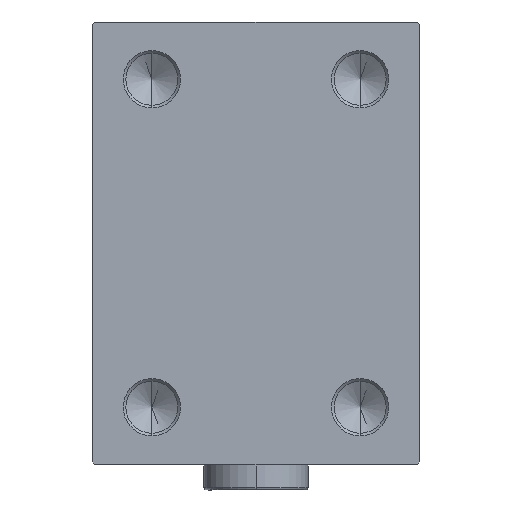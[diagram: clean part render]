
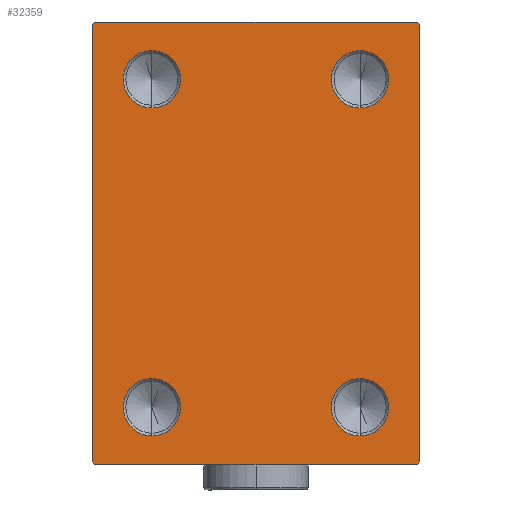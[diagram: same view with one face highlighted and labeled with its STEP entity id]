
A CAD part, left-side view. The second image highlights one B-rep face of the part: STEP entity #32359.
In plain terms, the highlighted face is planar.
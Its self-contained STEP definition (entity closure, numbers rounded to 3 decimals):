
#374 = EDGE_CURVE ( 'NONE', #39438, #44901, #26865, .T. ) ;
#690 = CARTESIAN_POINT ( 'NONE',  ( 188., 31.5, 42. ) ) ;
#1490 = VERTEX_POINT ( 'NONE', #5441 ) ;
#1814 = VERTEX_POINT ( 'NONE', #28133 ) ;
#2136 = CARTESIAN_POINT ( 'NONE',  ( 188., 20., -31.5 ) ) ;
#2592 = DIRECTION ( 'NONE',  ( 1., 0., 0. ) ) ;
#2644 = VERTEX_POINT ( 'NONE', #24589 ) ;
#2674 = CARTESIAN_POINT ( 'NONE',  ( 188., -20., 31.5 ) ) ;
#3042 = DIRECTION ( 'NONE',  ( 0., 0., -1. ) ) ;
#3282 = LINE ( 'NONE', #20995, #14112 ) ;
#3694 = DIRECTION ( 'NONE',  ( 1., 0., 0. ) ) ;
#4546 = AXIS2_PLACEMENT_3D ( 'NONE', #19941, #13620, #24344 ) ;
#5386 = EDGE_LOOP ( 'NONE', ( #45689, #32160 ) ) ;
#5441 = CARTESIAN_POINT ( 'NONE',  ( 188., 20., -26. ) ) ;
#5609 = VECTOR ( 'NONE', #36967, 1000. ) ;
#5748 = CARTESIAN_POINT ( 'NONE',  ( 188., -20., -26. ) ) ;
#6039 = DIRECTION ( 'NONE',  ( 1., 0., 0. ) ) ;
#6202 = EDGE_LOOP ( 'NONE', ( #15715, #8975 ) ) ;
#6884 = DIRECTION ( 'NONE',  ( 0., 0.707, 0.707 ) ) ;
#7232 = VECTOR ( 'NONE', #31949, 1000. ) ;
#7608 = VERTEX_POINT ( 'NONE', #28243 ) ;
#7759 = CIRCLE ( 'NONE', #31595, 5.5 ) ;
#8014 = EDGE_LOOP ( 'NONE', ( #36029, #29917, #26668, #34003, #29927, #41566, #19663, #20266 ) ) ;
#8736 = DIRECTION ( 'NONE',  ( 1., 0., 0. ) ) ;
#8955 = DIRECTION ( 'NONE',  ( 0., 0., -1. ) ) ;
#8975 = ORIENTED_EDGE ( 'NONE', *, *, #38004, .F. ) ;
#9548 = EDGE_LOOP ( 'NONE', ( #40138, #10119 ) ) ;
#9973 = VECTOR ( 'NONE', #37565, 1000. ) ;
#10119 = ORIENTED_EDGE ( 'NONE', *, *, #374, .F. ) ;
#10673 = FACE_OUTER_BOUND ( 'NONE', #8014, .T. ) ;
#11135 = FACE_BOUND ( 'NONE', #5386, .T. ) ;
#11594 = FACE_BOUND ( 'NONE', #6202, .T. ) ;
#11736 = DIRECTION ( 'NONE',  ( 0., 0., -1. ) ) ;
#11804 = EDGE_CURVE ( 'NONE', #44901, #39438, #40455, .T. ) ;
#12404 = VERTEX_POINT ( 'NONE', #33293 ) ;
#12478 = CARTESIAN_POINT ( 'NONE',  ( 188., -36.75, -36.75 ) ) ;
#12567 = EDGE_LOOP ( 'NONE', ( #24543, #40242 ) ) ;
#12829 = CARTESIAN_POINT ( 'NONE',  ( 188., 20., -31.5 ) ) ;
#13108 = EDGE_CURVE ( 'NONE', #37789, #30441, #7759, .T. ) ;
#13221 = CIRCLE ( 'NONE', #34836, 5.5 ) ;
#13620 = DIRECTION ( 'NONE',  ( 1., 0., 0. ) ) ;
#14112 = VECTOR ( 'NONE', #42208, 1000. ) ;
#14321 = DIRECTION ( 'NONE',  ( 0., -1., 0. ) ) ;
#14809 = AXIS2_PLACEMENT_3D ( 'NONE', #2136, #37563, #3042 ) ;
#14910 = LINE ( 'NONE', #35918, #7232 ) ;
#15342 = EDGE_CURVE ( 'NONE', #20812, #32222, #40461, .T. ) ;
#15715 = ORIENTED_EDGE ( 'NONE', *, *, #13108, .F. ) ;
#16672 = VERTEX_POINT ( 'NONE', #32246 ) ;
#16688 = DIRECTION ( 'NONE',  ( 1., 0., 0. ) ) ;
#17348 = CARTESIAN_POINT ( 'NONE',  ( 188., -31.5, -42. ) ) ;
#17853 = DIRECTION ( 'NONE',  ( 1., 0., 0. ) ) ;
#18320 = AXIS2_PLACEMENT_3D ( 'NONE', #23912, #16688, #41640 ) ;
#18525 = CARTESIAN_POINT ( 'NONE',  ( 188., -20., 26. ) ) ;
#18737 = LINE ( 'NONE', #32281, #39385 ) ;
#19084 = CARTESIAN_POINT ( 'NONE',  ( 188., -31.5, 42.5 ) ) ;
#19430 = DIRECTION ( 'NONE',  ( 1., 0., 0. ) ) ;
#19663 = ORIENTED_EDGE ( 'NONE', *, *, #42597, .T. ) ;
#19941 = CARTESIAN_POINT ( 'NONE',  ( 188., 20., 31.5 ) ) ;
#19951 = CARTESIAN_POINT ( 'NONE',  ( 188., -20., 37. ) ) ;
#20051 = CIRCLE ( 'NONE', #46111, 5.5 ) ;
#20058 = DIRECTION ( 'NONE',  ( 0., -0.707, 0.707 ) ) ;
#20266 = ORIENTED_EDGE ( 'NONE', *, *, #20382, .T. ) ;
#20382 = EDGE_CURVE ( 'NONE', #38152, #12404, #23549, .T. ) ;
#20437 = CARTESIAN_POINT ( 'NONE',  ( 188., 20., 37. ) ) ;
#20812 = VERTEX_POINT ( 'NONE', #17348 ) ;
#20895 = CARTESIAN_POINT ( 'NONE',  ( 188., 20., 31.5 ) ) ;
#20995 = CARTESIAN_POINT ( 'NONE',  ( 188., 31.5, -42.5 ) ) ;
#21470 = CARTESIAN_POINT ( 'NONE',  ( 188., 31., -42.5 ) ) ;
#23549 = LINE ( 'NONE', #37780, #27225 ) ;
#23736 = EDGE_CURVE ( 'NONE', #7608, #44440, #41054, .T. ) ;
#23912 = CARTESIAN_POINT ( 'NONE',  ( 188., -20., -31.5 ) ) ;
#24344 = DIRECTION ( 'NONE',  ( 0., 0., -1. ) ) ;
#24543 = ORIENTED_EDGE ( 'NONE', *, *, #32288, .F. ) ;
#24589 = CARTESIAN_POINT ( 'NONE',  ( 188., 20., -37. ) ) ;
#24891 = PLANE ( 'NONE',  #41490 ) ;
#26365 = CARTESIAN_POINT ( 'NONE',  ( 188., -36.75, 36.75 ) ) ;
#26668 = ORIENTED_EDGE ( 'NONE', *, *, #38267, .T. ) ;
#26865 = CIRCLE ( 'NONE', #4546, 5.5 ) ;
#27225 = VECTOR ( 'NONE', #20058, 1000. ) ;
#27932 = DIRECTION ( 'NONE',  ( 0., 0., -1. ) ) ;
#28133 = CARTESIAN_POINT ( 'NONE',  ( 188., -20., -37. ) ) ;
#28243 = CARTESIAN_POINT ( 'NONE',  ( 188., -31., 42.5 ) ) ;
#29917 = ORIENTED_EDGE ( 'NONE', *, *, #23736, .T. ) ;
#29927 = ORIENTED_EDGE ( 'NONE', *, *, #32016, .T. ) ;
#30058 = CARTESIAN_POINT ( 'NONE',  ( 188., -31.5, 42. ) ) ;
#30205 = VERTEX_POINT ( 'NONE', #5748 ) ;
#30283 = EDGE_CURVE ( 'NONE', #1814, #30205, #38436, .T. ) ;
#30441 = VERTEX_POINT ( 'NONE', #18525 ) ;
#31595 = AXIS2_PLACEMENT_3D ( 'NONE', #2674, #8736, #8955 ) ;
#31701 = EDGE_CURVE ( 'NONE', #33316, #16672, #43245, .T. ) ;
#31949 = DIRECTION ( 'NONE',  ( 0., 1., 0. ) ) ;
#32016 = EDGE_CURVE ( 'NONE', #32222, #33316, #14910, .T. ) ;
#32160 = ORIENTED_EDGE ( 'NONE', *, *, #40971, .F. ) ;
#32222 = VERTEX_POINT ( 'NONE', #35178 ) ;
#32246 = CARTESIAN_POINT ( 'NONE',  ( 188., 31.5, -42. ) ) ;
#32264 = AXIS2_PLACEMENT_3D ( 'NONE', #20895, #17853, #45616 ) ;
#32281 = CARTESIAN_POINT ( 'NONE',  ( 188., 31.5, 42.5 ) ) ;
#32288 = EDGE_CURVE ( 'NONE', #30205, #1814, #45224, .T. ) ;
#32359 = ADVANCED_FACE ( 'NONE', ( #43536, #11594, #38899, #11135, #10673 ), #24891, .T. ) ;
#33293 = CARTESIAN_POINT ( 'NONE',  ( 188., 31., 42.5 ) ) ;
#33316 = VERTEX_POINT ( 'NONE', #21470 ) ;
#33543 = LINE ( 'NONE', #19084, #42278 ) ;
#34003 = ORIENTED_EDGE ( 'NONE', *, *, #15342, .T. ) ;
#34836 = AXIS2_PLACEMENT_3D ( 'NONE', #43681, #19430, #11736 ) ;
#35178 = CARTESIAN_POINT ( 'NONE',  ( 188., -31., -42.5 ) ) ;
#35538 = AXIS2_PLACEMENT_3D ( 'NONE', #44978, #6039, #27932 ) ;
#35637 = CARTESIAN_POINT ( 'NONE',  ( 188., 0., 0. ) ) ;
#35918 = CARTESIAN_POINT ( 'NONE',  ( 188., -31.5, -42.5 ) ) ;
#36029 = ORIENTED_EDGE ( 'NONE', *, *, #41366, .T. ) ;
#36273 = VECTOR ( 'NONE', #6884, 1000. ) ;
#36781 = DIRECTION ( 'NONE',  ( 0., 0., -1. ) ) ;
#36967 = DIRECTION ( 'NONE',  ( 0., 0.707, -0.707 ) ) ;
#37563 = DIRECTION ( 'NONE',  ( 1., 0., 0. ) ) ;
#37565 = DIRECTION ( 'NONE',  ( 0., -0.707, -0.707 ) ) ;
#37780 = CARTESIAN_POINT ( 'NONE',  ( 188., 36.75, 36.75 ) ) ;
#37789 = VERTEX_POINT ( 'NONE', #19951 ) ;
#38004 = EDGE_CURVE ( 'NONE', #30441, #37789, #13221, .T. ) ;
#38152 = VERTEX_POINT ( 'NONE', #690 ) ;
#38267 = EDGE_CURVE ( 'NONE', #44440, #20812, #33543, .T. ) ;
#38436 = CIRCLE ( 'NONE', #18320, 5.5 ) ;
#38899 = FACE_BOUND ( 'NONE', #12567, .T. ) ;
#39060 = CARTESIAN_POINT ( 'NONE',  ( 188., 36.75, -36.75 ) ) ;
#39385 = VECTOR ( 'NONE', #14321, 1000. ) ;
#39438 = VERTEX_POINT ( 'NONE', #44512 ) ;
#40138 = ORIENTED_EDGE ( 'NONE', *, *, #11804, .F. ) ;
#40157 = CIRCLE ( 'NONE', #14809, 5.5 ) ;
#40242 = ORIENTED_EDGE ( 'NONE', *, *, #30283, .F. ) ;
#40455 = CIRCLE ( 'NONE', #32264, 5.5 ) ;
#40461 = LINE ( 'NONE', #12478, #5609 ) ;
#40906 = EDGE_CURVE ( 'NONE', #1490, #2644, #40157, .T. ) ;
#40971 = EDGE_CURVE ( 'NONE', #2644, #1490, #20051, .T. ) ;
#41054 = LINE ( 'NONE', #26365, #9973 ) ;
#41226 = DIRECTION ( 'NONE',  ( 0., 0., -1. ) ) ;
#41366 = EDGE_CURVE ( 'NONE', #12404, #7608, #18737, .T. ) ;
#41490 = AXIS2_PLACEMENT_3D ( 'NONE', #35637, #3694, #36781 ) ;
#41566 = ORIENTED_EDGE ( 'NONE', *, *, #31701, .T. ) ;
#41640 = DIRECTION ( 'NONE',  ( 0., 0., -1. ) ) ;
#42208 = DIRECTION ( 'NONE',  ( 0., 0., 1. ) ) ;
#42278 = VECTOR ( 'NONE', #41226, 1000. ) ;
#42597 = EDGE_CURVE ( 'NONE', #16672, #38152, #3282, .T. ) ;
#43245 = LINE ( 'NONE', #39060, #36273 ) ;
#43536 = FACE_BOUND ( 'NONE', #9548, .T. ) ;
#43681 = CARTESIAN_POINT ( 'NONE',  ( 188., -20., 31.5 ) ) ;
#44440 = VERTEX_POINT ( 'NONE', #30058 ) ;
#44512 = CARTESIAN_POINT ( 'NONE',  ( 188., 20., 26. ) ) ;
#44901 = VERTEX_POINT ( 'NONE', #20437 ) ;
#44978 = CARTESIAN_POINT ( 'NONE',  ( 188., -20., -31.5 ) ) ;
#45224 = CIRCLE ( 'NONE', #35538, 5.5 ) ;
#45240 = DIRECTION ( 'NONE',  ( 0., 0., -1. ) ) ;
#45616 = DIRECTION ( 'NONE',  ( 0., 0., -1. ) ) ;
#45689 = ORIENTED_EDGE ( 'NONE', *, *, #40906, .F. ) ;
#46111 = AXIS2_PLACEMENT_3D ( 'NONE', #12829, #2592, #45240 ) ;
